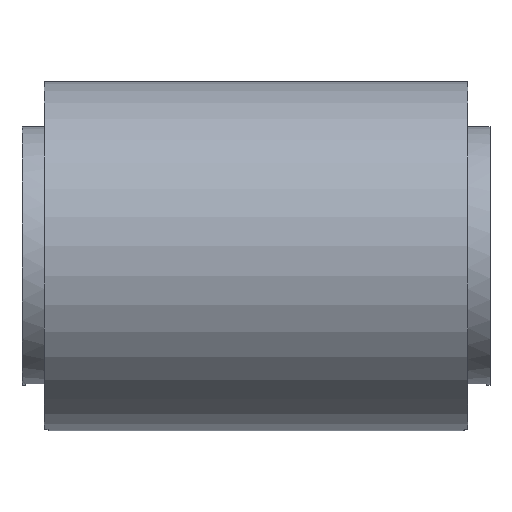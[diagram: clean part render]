
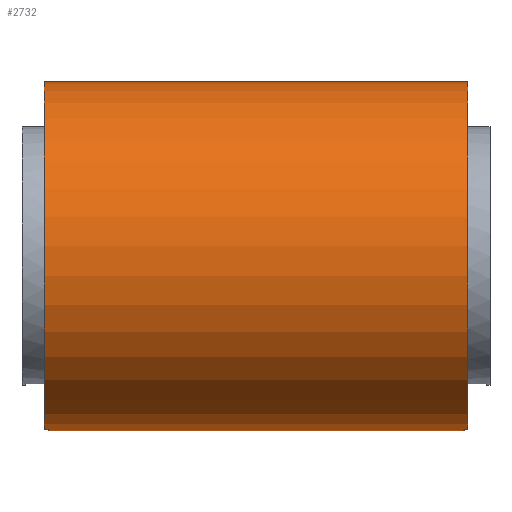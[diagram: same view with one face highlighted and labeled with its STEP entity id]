
A CAD part, top view. The second image highlights one B-rep face of the part: STEP entity #2732.
In plain terms, the highlighted cylindrical face has radius 235 mm (diameter 470 mm), a partial arc.
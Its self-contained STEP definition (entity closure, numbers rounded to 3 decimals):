
#36=CARTESIAN_POINT('',(-280.,-233.666,25.));
#37=VERTEX_POINT('',#36);
#44=CARTESIAN_POINT('',(-280.,-235.,0.));
#45=VERTEX_POINT('',#44);
#46=CARTESIAN_POINT('',(-280.,0.,0.));
#47=DIRECTION('',(0.,-1.,0.));
#48=DIRECTION('',(-1.,0.,0.));
#49=AXIS2_PLACEMENT_3D('',#46,#48,#47);
#50=CIRCLE('',#49,235.);
#51=EDGE_CURVE('',#45,#37,#50,.T.);
#93=CARTESIAN_POINT('',(-285.,-233.666,25.));
#94=VERTEX_POINT('',#93);
#101=CARTESIAN_POINT('',(-280.,-233.666,25.));
#102=DIRECTION('',(-1.,0.,0.));
#103=VECTOR('',#102,5.);
#104=LINE('',#101,#103);
#105=EDGE_CURVE('',#37,#94,#104,.T.);
#122=CARTESIAN_POINT('',(280.,-233.666,25.));
#123=VERTEX_POINT('',#122);
#124=CARTESIAN_POINT('',(280.,-235.,0.));
#125=VERTEX_POINT('',#124);
#126=CARTESIAN_POINT('',(280.,0.,0.));
#127=DIRECTION('',(0.,-0.994,0.106));
#128=DIRECTION('',(1.,0.,0.));
#129=AXIS2_PLACEMENT_3D('',#126,#128,#127);
#130=CIRCLE('',#129,235.);
#131=EDGE_CURVE('',#123,#125,#130,.T.);
#197=CARTESIAN_POINT('',(285.,-233.666,25.));
#198=VERTEX_POINT('',#197);
#199=CARTESIAN_POINT('',(285.,-233.666,25.));
#200=DIRECTION('',(-1.,0.,0.));
#201=VECTOR('',#200,5.);
#202=LINE('',#199,#201);
#203=EDGE_CURVE('',#198,#123,#202,.T.);
#2572=CARTESIAN_POINT('',(-285.,235.,0.));
#2573=VERTEX_POINT('',#2572);
#2574=CARTESIAN_POINT('',(-285.,0.,0.));
#2575=DIRECTION('',(0.,-0.994,0.106));
#2576=DIRECTION('',(-1.,0.,0.));
#2577=AXIS2_PLACEMENT_3D('',#2574,#2576,#2575);
#2578=CIRCLE('',#2577,235.);
#2579=EDGE_CURVE('',#94,#2573,#2578,.T.);
#2699=CARTESIAN_POINT('',(-285.,0.,0.));
#2700=DIRECTION('',(0.,1.,0.));
#2701=DIRECTION('',(1.,0.,0.));
#2702=AXIS2_PLACEMENT_3D('',#2699,#2701,#2700);
#2703=CYLINDRICAL_SURFACE('',#2702,235.);
#2704=ORIENTED_EDGE('',*,*,#51,.F.);
#2705=CARTESIAN_POINT('',(-280.,-235.,0.));
#2706=DIRECTION('',(1.,0.,0.));
#2707=VECTOR('',#2706,560.);
#2708=LINE('',#2705,#2707);
#2709=EDGE_CURVE('',#45,#125,#2708,.T.);
#2710=ORIENTED_EDGE('E247',*,*,#2709,.T.);
#2711=ORIENTED_EDGE('E247',*,*,#131,.F.);
#2712=ORIENTED_EDGE('E247',*,*,#203,.F.);
#2713=CARTESIAN_POINT('',(285.,235.,0.));
#2714=VERTEX_POINT('',#2713);
#2715=CARTESIAN_POINT('',(285.,0.,0.));
#2716=DIRECTION('',(0.,-0.994,0.106));
#2717=DIRECTION('',(-1.,0.,0.));
#2718=AXIS2_PLACEMENT_3D('',#2715,#2717,#2716);
#2719=CIRCLE('',#2718,235.);
#2720=EDGE_CURVE('',#198,#2714,#2719,.T.);
#2721=ORIENTED_EDGE('E248',*,*,#2720,.T.);
#2722=CARTESIAN_POINT('',(285.,235.,0.));
#2723=DIRECTION('',(-1.,0.,0.));
#2724=VECTOR('',#2723,570.);
#2725=LINE('',#2722,#2724);
#2726=EDGE_CURVE('',#2714,#2573,#2725,.T.);
#2727=ORIENTED_EDGE('E249',*,*,#2726,.T.);
#2728=ORIENTED_EDGE('E249',*,*,#2579,.F.);
#2729=ORIENTED_EDGE('E249',*,*,#105,.F.);
#2730=EDGE_LOOP('',(#2704,#2710,#2711,#2712,#2721,#2727,#2728,#2729));
#2731=FACE_OUTER_BOUND('',#2730,.T.);
#2732=ADVANCED_FACE('F71',(#2731),#2703,.T.);
